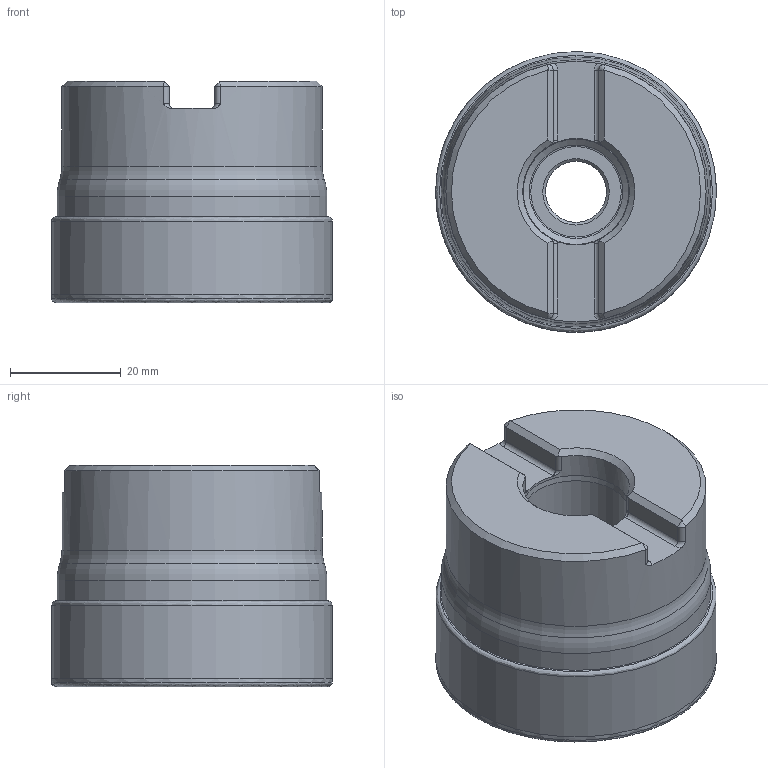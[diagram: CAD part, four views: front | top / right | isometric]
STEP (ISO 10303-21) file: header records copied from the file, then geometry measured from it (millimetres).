
FILE_DESCRIPTION(/* description */ (''),/* implementation_level */ '2;1');
FILE_NAME(/* name */ '202742375ndi000_00.stp',/* time_stamp */ '2019-12-06T06:51:33+01:00',/* author */ (''),/* organization */ (''),/* preprocessor_version */ 'ST-DEVELOPER v16.7',/* originating_system */ 'SIEMENS PLM Software NX 12.0',/* authorisation */ '');
FILE_SCHEMA (('AUTOMOTIVE_DESIGN { 1 0 10303 214 3 1 1 1 }'));
Length unit declared in the file: millimetre
Products named in the file (1): mp5439C409432r1q
Bounding box: 50.7 x 50.7 x 40 mm (x, y, z)
Volume: 78867.9 mm3; surface area: 17597.3 mm2
Topology: 2 solids, 2 shells, 93 faces, 224 edges, 131 vertices
Faces by surface type: cylinder 28, cone 19, torus 17, plane 16, revolution 13
Full cylindrical faces by diameter (mm): 11 x1, 16 x1, 19.056 x1, 19.25 x1, 47 x1, 48.73 x1
Entity records: 2802 total; most frequent: CARTESIAN_POINT 876, DIRECTION 395, ORIENTED_EDGE 336, AXIS2_PLACEMENT_3D 169, EDGE_CURVE 168, EDGE_LOOP 136, VERTEX_POINT 118, ADVANCED_FACE 93
